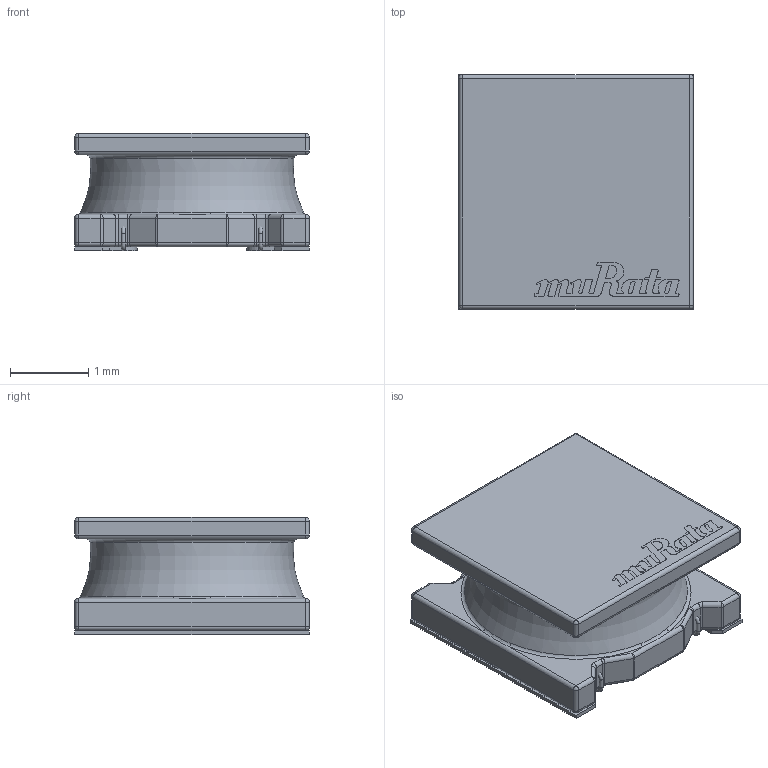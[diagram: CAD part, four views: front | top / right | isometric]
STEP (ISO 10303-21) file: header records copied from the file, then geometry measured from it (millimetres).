
FILE_DESCRIPTION(/* description */ (''),/* implementation_level */ '2;1');
FILE_NAME(/* name */ 'Murata LQH3NPH100MMEL - Inductor Ferrite Wirewound 10uH 20% 1212 Emboss.stp',/* time_stamp */ '2020-09-03T17:50:43-04:00',/* author */ ('Ricardo'),/* organization */ (''),/* preprocessor_version */ 'ST-DEVELOPER v18',/* originating_system */ 'Autodesk Inventor 2020',/* authorisation */ '');
FILE_SCHEMA (('AUTOMOTIVE_DESIGN { 1 0 10303 214 3 1 1 }'));
Length unit declared in the file: millimetre
Products named in the file (5): Murata LQH2HPZ150MGRL; body; logo; terminals; wire
Assembly tree (4 placements, depth 2):
  Murata LQH2HPZ150MGRL
    body
    logo
    terminals
    wire
Bounding box: 3 x 3 x 1.5 mm (x, y, z)
Volume: 10.5 mm3; surface area: 47.9 mm2
Topology: 6 solids, 6 shells, 417 faces, 1089 edges, 685 vertices
Faces by surface type: plane 135, bspline 124, cylinder 100, sphere 32, torus 26
Full cylindrical faces by diameter (mm): 0.05 x6
Entity records: 14130 total; most frequent: CARTESIAN_POINT 4135, ORIENTED_EDGE 2178, DIRECTION 1882, EDGE_CURVE 1089, VERTEX_POINT 685, AXIS2_PLACEMENT_3D 652, LINE 578, VECTOR 578
